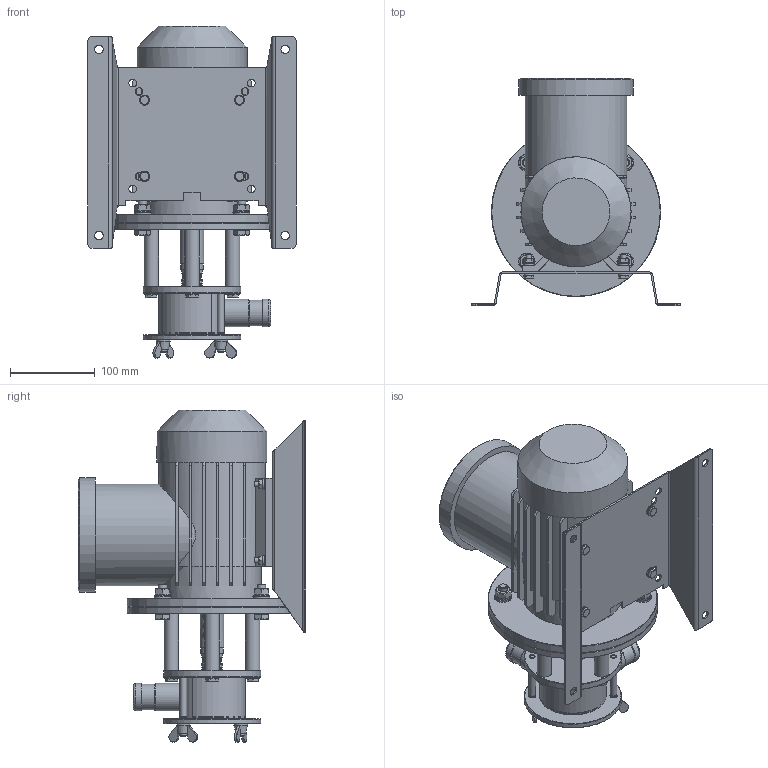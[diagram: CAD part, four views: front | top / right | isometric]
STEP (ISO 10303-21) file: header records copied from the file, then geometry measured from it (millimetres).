
FILE_DESCRIPTION(/* description */ (''),/* implementation_level */ '2;1');
FILE_NAME(/* name */ 'НСУ-4 -L исполнение модель.stp',/* time_stamp */ '2020-11-25T10:37:11+03:00',/* author */ ('User'),/* organization */ (''),/* preprocessor_version */ 'ST-DEVELOPER v16.1',/* originating_system */ 'Autodesk Inventor 2016',/* authorisation */ '');
FILE_SCHEMA (('AUTOMOTIVE_DESIGN { 1 0 10303 214 3 1 1 }'));
Length unit declared in the file: centimetre
Products named in the file (1): НСУ-4 -L \X2\04380441043F043E043B043D
 модель
Bounding box: 246.21 x 268.74 x 392.08 mm (x, y, z)
Volume: 4918943.3 mm3; surface area: 580262.6 mm2
Topology: 1 solids, 34 shells, 1195 faces, 2893 edges, 1822 vertices
Faces by surface type: plane 528, cylinder 374, cone 176, torus 115, bspline 2
Full cylindrical faces by diameter (mm): 5.459 x4, 6 x8, 6.4 x8, 6.647 x4, 6.8 x4, 7 x4, 8 x18, 8.4 x6, 8.5 x6, 8.7 x4, 9 x8, 9.188 x4, 9.68 x1, 10 x12, 10.5 x4, 12 x8, 12.2 x4, 12.7 x1, 14 x3, 15 x1, 15.4 x4, 16 x6, 17 x5, 17.97 x1, 18 x1, 19 x1, 20 x7, 23 x1, 24 x2, 25 x4
Entity records: 35377 total; most frequent: CARTESIAN_POINT 8186, DIRECTION 5520, ORIENTED_EDGE 5016, EDGE_CURVE 2482, AXIS2_PLACEMENT_3D 2320, VERTEX_POINT 1723, EDGE_LOOP 1707, FACE_OUTER_BOUND 1194
